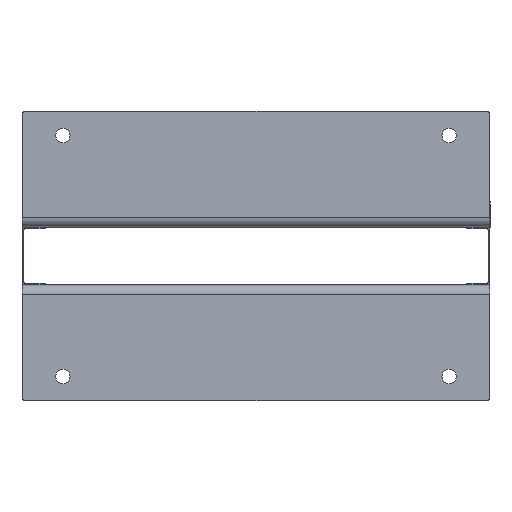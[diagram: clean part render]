
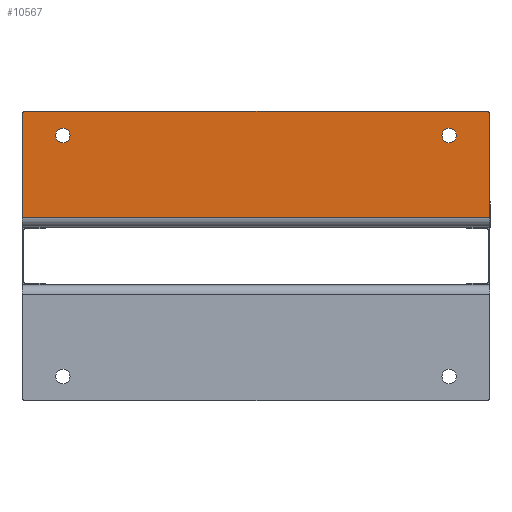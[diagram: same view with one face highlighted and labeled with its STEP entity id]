
A CAD part, front view. The second image highlights one B-rep face of the part: STEP entity #10567.
In plain terms, the highlighted planar face has unit normal (0, -1, 0).
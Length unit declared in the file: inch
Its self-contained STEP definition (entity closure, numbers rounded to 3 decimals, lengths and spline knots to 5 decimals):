
#112 = ORIENTED_EDGE ( 'NONE', *, *, #8431, .T. ) ;
#140 = DIRECTION ( 'NONE',  ( 1., 0., 0. ) ) ;
#229 = LINE ( 'NONE', #9095, #2914 ) ;
#283 = CARTESIAN_POINT ( 'NONE',  ( 12.13484, 0., 5.80315 ) ) ;
#300 = CARTESIAN_POINT ( 'NONE',  ( -12.13484, 0., 0.51181 ) ) ;
#388 = DIRECTION ( 'NONE',  ( 0., 0., 1. ) ) ;
#421 = VERTEX_POINT ( 'NONE', #2556 ) ;
#460 = DIRECTION ( 'NONE',  ( 0., 0., 1. ) ) ;
#649 = ORIENTED_EDGE ( 'NONE', *, *, #6323, .F. ) ;
#783 = ORIENTED_EDGE ( 'NONE', *, *, #4617, .F. ) ;
#828 = DIRECTION ( 'NONE',  ( 0., 0., 1. ) ) ;
#950 = EDGE_CURVE ( 'NONE', #5592, #8408, #9107, .T. ) ;
#1233 = VECTOR ( 'NONE', #3653, 39.37008 ) ;
#1254 = CARTESIAN_POINT ( 'NONE',  ( 11.93799, 0., 5.80315 ) ) ;
#1262 = EDGE_CURVE ( 'NONE', #11048, #11905, #229, .T. ) ;
#1286 = CARTESIAN_POINT ( 'NONE',  ( 12.13484, 0., 0.51181 ) ) ;
#1576 = CARTESIAN_POINT ( 'NONE',  ( 12.13484, 0., 0.51181 ) ) ;
#1835 = EDGE_CURVE ( 'NONE', #3825, #9685, #6841, .T. ) ;
#2389 = PLANE ( 'NONE',  #10744 ) ;
#2436 = CARTESIAN_POINT ( 'NONE',  ( -11.93799, 0., 6. ) ) ;
#2492 = CARTESIAN_POINT ( 'NONE',  ( -10.01673, 0., 4.75 ) ) ;
#2514 = CARTESIAN_POINT ( 'NONE',  ( -10.01673, 0., 5.125 ) ) ;
#2525 = CARTESIAN_POINT ( 'NONE',  ( -10.01673, 0., 4.375 ) ) ;
#2556 = CARTESIAN_POINT ( 'NONE',  ( 11.93799, 0., 6. ) ) ;
#2693 = ORIENTED_EDGE ( 'NONE', *, *, #1262, .T. ) ;
#2772 = CARTESIAN_POINT ( 'NONE',  ( 12.13484, 0., 6. ) ) ;
#2877 = DIRECTION ( 'NONE',  ( 0., 0., -1. ) ) ;
#2914 = VECTOR ( 'NONE', #9021, 39.37008 ) ;
#3476 = VECTOR ( 'NONE', #2877, 39.37008 ) ;
#3498 = ORIENTED_EDGE ( 'NONE', *, *, #7863, .F. ) ;
#3517 = DIRECTION ( 'NONE',  ( 0., 0., 1. ) ) ;
#3653 = DIRECTION ( 'NONE',  ( 1., 0., 0. ) ) ;
#3727 = DIRECTION ( 'NONE',  ( 0., 1., 0. ) ) ;
#3757 = CIRCLE ( 'NONE', #5607, 0.375 ) ;
#3825 = VERTEX_POINT ( 'NONE', #6297 ) ;
#3847 = DIRECTION ( 'NONE',  ( 0., 1., 0. ) ) ;
#4617 = EDGE_CURVE ( 'NONE', #7360, #4960, #9241, .T. ) ;
#4749 = VERTEX_POINT ( 'NONE', #2436 ) ;
#4837 = EDGE_CURVE ( 'NONE', #11905, #4960, #10030, .T. ) ;
#4878 = CARTESIAN_POINT ( 'NONE',  ( 10.01673, 0., 5.125 ) ) ;
#4960 = VERTEX_POINT ( 'NONE', #1576 ) ;
#5281 = ORIENTED_EDGE ( 'NONE', *, *, #4837, .T. ) ;
#5592 = VERTEX_POINT ( 'NONE', #2525 ) ;
#5607 = AXIS2_PLACEMENT_3D ( 'NONE', #9084, #13495, #12416 ) ;
#5721 = FACE_BOUND ( 'NONE', #6708, .T. ) ;
#5924 = FACE_BOUND ( 'NONE', #10712, .T. ) ;
#6297 = CARTESIAN_POINT ( 'NONE',  ( 10.01673, 0., 4.375 ) ) ;
#6323 = EDGE_CURVE ( 'NONE', #421, #7360, #13185, .T. ) ;
#6708 = EDGE_LOOP ( 'NONE', ( #112, #8560 ) ) ;
#6717 = DIRECTION ( 'NONE',  ( 0., -1., 0. ) ) ;
#6841 = CIRCLE ( 'NONE', #12860, 0.375 ) ;
#6904 = EDGE_CURVE ( 'NONE', #11048, #4749, #11578, .T. ) ;
#7360 = VERTEX_POINT ( 'NONE', #283 ) ;
#7798 = DIRECTION ( 'NONE',  ( 0., 1., 0. ) ) ;
#7863 = EDGE_CURVE ( 'NONE', #4749, #421, #11860, .T. ) ;
#7866 = DIRECTION ( 'NONE',  ( 0., 0., -1. ) ) ;
#8408 = VERTEX_POINT ( 'NONE', #2514 ) ;
#8431 = EDGE_CURVE ( 'NONE', #9685, #3825, #3757, .T. ) ;
#8560 = ORIENTED_EDGE ( 'NONE', *, *, #1835, .T. ) ;
#8962 = FACE_OUTER_BOUND ( 'NONE', #10798, .T. ) ;
#9021 = DIRECTION ( 'NONE',  ( 0., 0., -1. ) ) ;
#9084 = CARTESIAN_POINT ( 'NONE',  ( 10.01673, 0., 4.75 ) ) ;
#9095 = CARTESIAN_POINT ( 'NONE',  ( -12.13484, 0., 0.51181 ) ) ;
#9107 = CIRCLE ( 'NONE', #14179, 0.375 ) ;
#9173 = CARTESIAN_POINT ( 'NONE',  ( 12.13484, 0., 0.19685 ) ) ;
#9196 = ORIENTED_EDGE ( 'NONE', *, *, #950, .T. ) ;
#9241 = LINE ( 'NONE', #9173, #3476 ) ;
#9685 = VERTEX_POINT ( 'NONE', #4878 ) ;
#10030 = LINE ( 'NONE', #1286, #12933 ) ;
#10224 = DIRECTION ( 'NONE',  ( 0., 1., 0. ) ) ;
#10417 = AXIS2_PLACEMENT_3D ( 'NONE', #11347, #7798, #11414 ) ;
#10567 = ADVANCED_FACE ( 'NONE', ( #8962, #5721, #5924 ), #2389, .T. ) ;
#10712 = EDGE_LOOP ( 'NONE', ( #13680, #9196 ) ) ;
#10744 = AXIS2_PLACEMENT_3D ( 'NONE', #12222, #6717, #7866 ) ;
#10798 = EDGE_LOOP ( 'NONE', ( #2693, #5281, #783, #649, #3498, #10909 ) ) ;
#10909 = ORIENTED_EDGE ( 'NONE', *, *, #6904, .F. ) ;
#11048 = VERTEX_POINT ( 'NONE', #12532 ) ;
#11149 = EDGE_CURVE ( 'NONE', #8408, #5592, #12845, .T. ) ;
#11319 = CARTESIAN_POINT ( 'NONE',  ( 10.01673, 0., 4.75 ) ) ;
#11347 = CARTESIAN_POINT ( 'NONE',  ( -11.93799, 0., 5.80315 ) ) ;
#11414 = DIRECTION ( 'NONE',  ( 0., 0., -1. ) ) ;
#11578 = CIRCLE ( 'NONE', #10417, 0.19685 ) ;
#11860 = LINE ( 'NONE', #2772, #1233 ) ;
#11905 = VERTEX_POINT ( 'NONE', #300 ) ;
#12143 = AXIS2_PLACEMENT_3D ( 'NONE', #2492, #10224, #828 ) ;
#12222 = CARTESIAN_POINT ( 'NONE',  ( 12.13484, 0., 0. ) ) ;
#12373 = DIRECTION ( 'NONE',  ( 0., 1., 0. ) ) ;
#12416 = DIRECTION ( 'NONE',  ( 0., 0., 1. ) ) ;
#12532 = CARTESIAN_POINT ( 'NONE',  ( -12.13484, 0., 5.80315 ) ) ;
#12845 = CIRCLE ( 'NONE', #12143, 0.375 ) ;
#12860 = AXIS2_PLACEMENT_3D ( 'NONE', #11319, #3727, #3517 ) ;
#12933 = VECTOR ( 'NONE', #140, 39.37008 ) ;
#13185 = CIRCLE ( 'NONE', #13876, 0.19685 ) ;
#13495 = DIRECTION ( 'NONE',  ( 0., 1., 0. ) ) ;
#13680 = ORIENTED_EDGE ( 'NONE', *, *, #11149, .T. ) ;
#13734 = CARTESIAN_POINT ( 'NONE',  ( -10.01673, 0., 4.75 ) ) ;
#13876 = AXIS2_PLACEMENT_3D ( 'NONE', #1254, #12373, #388 ) ;
#14179 = AXIS2_PLACEMENT_3D ( 'NONE', #13734, #3847, #460 ) ;
